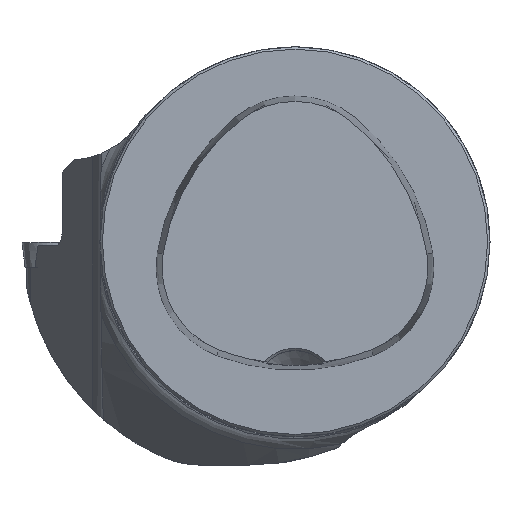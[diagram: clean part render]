
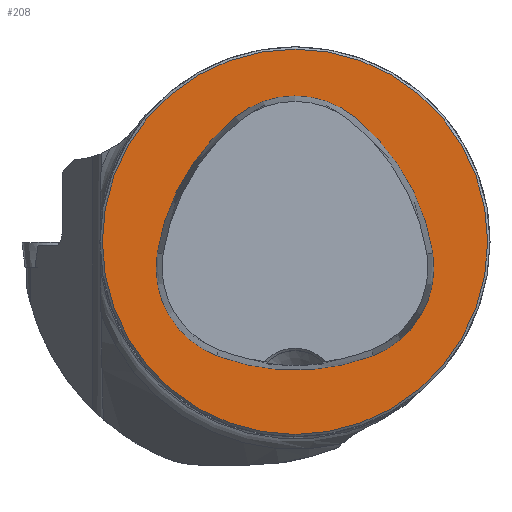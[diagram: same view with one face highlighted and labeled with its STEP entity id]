
A CAD part, top view. The second image highlights one B-rep face of the part: STEP entity #208.
In plain terms, the highlighted planar face has unit normal (0, 0, 1).
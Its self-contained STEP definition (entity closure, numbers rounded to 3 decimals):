
#100=FACE_BOUND('',#366,.T.);
#101=FACE_BOUND('',#367,.T.);
#144=PLANE('',#1386);
#208=ADVANCED_FACE('CU_FL_N1_SU_1',(#100,#101),#144,.T.);
#366=EDGE_LOOP('',(#751,#752,#753,#754,#755,#756));
#367=EDGE_LOOP('',(#757));
#751=ORIENTED_EDGE('',*,*,#1174,.F.);
#752=ORIENTED_EDGE('',*,*,#1175,.F.);
#753=ORIENTED_EDGE('',*,*,#1176,.F.);
#754=ORIENTED_EDGE('',*,*,#1177,.F.);
#755=ORIENTED_EDGE('',*,*,#1171,.F.);
#756=ORIENTED_EDGE('',*,*,#1178,.F.);
#757=ORIENTED_EDGE('',*,*,#1179,.T.);
#1032=VERTEX_POINT('',#2445);
#1033=VERTEX_POINT('',#2447);
#1035=VERTEX_POINT('',#2453);
#1036=VERTEX_POINT('',#2454);
#1037=VERTEX_POINT('',#2456);
#1038=VERTEX_POINT('',#2458);
#1039=VERTEX_POINT('',#2462);
#1171=EDGE_CURVE('',#1032,#1033,#1236,.T.);
#1174=EDGE_CURVE('',#1035,#1036,#1238,.T.);
#1175=EDGE_CURVE('',#1037,#1035,#1239,.T.);
#1176=EDGE_CURVE('',#1038,#1037,#1240,.T.);
#1177=EDGE_CURVE('',#1033,#1038,#1241,.T.);
#1178=EDGE_CURVE('',#1036,#1032,#1242,.T.);
#1179=EDGE_CURVE('',#1039,#1039,#1243,.T.);
#1236=CIRCLE('',#1377,28.075);
#1238=CIRCLE('',#1380,28.075);
#1239=CIRCLE('',#1381,12.075);
#1240=CIRCLE('',#1382,28.075);
#1241=CIRCLE('',#1383,12.075);
#1242=CIRCLE('',#1384,12.075);
#1243=CIRCLE('',#1385,24.7);
#1377=AXIS2_PLACEMENT_3D('',#2446,#1607,#1608);
#1380=AXIS2_PLACEMENT_3D('',#2452,#1614,#1615);
#1381=AXIS2_PLACEMENT_3D('',#2455,#1616,#1617);
#1382=AXIS2_PLACEMENT_3D('',#2457,#1618,#1619);
#1383=AXIS2_PLACEMENT_3D('',#2459,#1620,#1621);
#1384=AXIS2_PLACEMENT_3D('',#2460,#1622,#1623);
#1385=AXIS2_PLACEMENT_3D('',#2461,#1624,#1625);
#1386=AXIS2_PLACEMENT_3D('',#2463,#1626,#1627);
#1607=DIRECTION('',(0.,0.,1.));
#1608=DIRECTION('',(1.,0.,0.));
#1614=DIRECTION('',(0.,0.,1.));
#1615=DIRECTION('',(1.,0.,0.));
#1616=DIRECTION('',(0.,0.,1.));
#1617=DIRECTION('',(1.,0.,0.));
#1618=DIRECTION('',(0.,0.,1.));
#1619=DIRECTION('',(1.,0.,0.));
#1620=DIRECTION('',(0.,0.,1.));
#1621=DIRECTION('',(1.,0.,0.));
#1622=DIRECTION('',(0.,0.,1.));
#1623=DIRECTION('',(1.,0.,0.));
#1624=DIRECTION('',(0.,0.,1.));
#1625=DIRECTION('',(1.,0.,0.));
#1626=DIRECTION('',(0.,0.,1.));
#1627=DIRECTION('',(1.,0.,0.));
#2445=CARTESIAN_POINT('',(-10.05,-14.595,0.));
#2446=CARTESIAN_POINT('',(0.,11.62,0.));
#2447=CARTESIAN_POINT('',(10.05,-14.595,0.));
#2452=CARTESIAN_POINT('',(10.078,-5.807,0.));
#2453=CARTESIAN_POINT('',(-7.606,15.999,0.));
#2454=CARTESIAN_POINT('',(-17.656,-1.443,0.));
#2455=CARTESIAN_POINT('',(0.,6.62,0.));
#2456=CARTESIAN_POINT('',(7.606,15.999,0.));
#2457=CARTESIAN_POINT('',(-10.078,-5.807,0.));
#2458=CARTESIAN_POINT('',(17.656,-1.443,0.));
#2459=CARTESIAN_POINT('',(5.727,-3.32,0.));
#2460=CARTESIAN_POINT('',(-5.727,-3.32,0.));
#2461=CARTESIAN_POINT('',(0.,0.,0.));
#2462=CARTESIAN_POINT('',(24.7,0.,0.));
#2463=CARTESIAN_POINT('',(0.,0.,0.));
